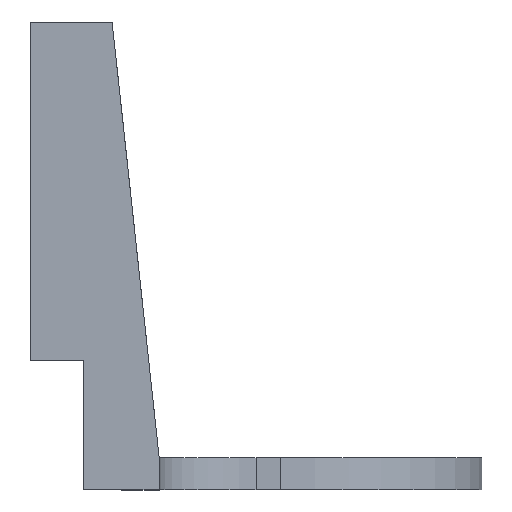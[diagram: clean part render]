
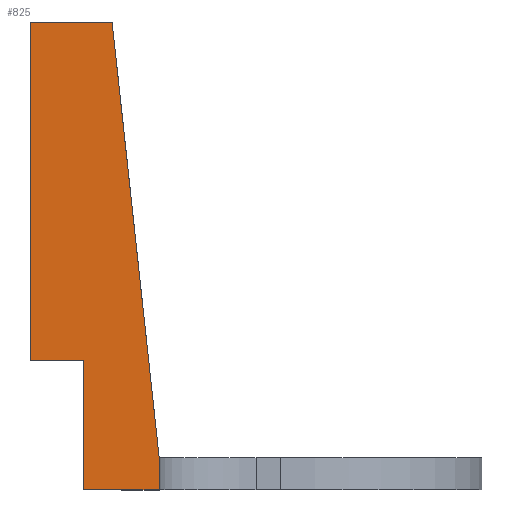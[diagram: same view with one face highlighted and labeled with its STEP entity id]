
A CAD part, left-side view. The second image highlights one B-rep face of the part: STEP entity #825.
In plain terms, the highlighted planar face has unit normal (-1, 0, 0).
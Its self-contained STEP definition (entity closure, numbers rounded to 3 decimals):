
#47=FACE_OUTER_BOUND('',#86,.T.);
#86=EDGE_LOOP('',(#560,#561,#562,#563,#564,#565,#566));
#174=LINE('',#1221,#259);
#186=LINE('',#1250,#271);
#187=LINE('',#1251,#272);
#188=LINE('',#1253,#273);
#189=LINE('',#1255,#274);
#190=LINE('',#1257,#275);
#191=LINE('',#1258,#276);
#259=VECTOR('',#976,21.);
#271=VECTOR('',#996,27.157);
#272=VECTOR('',#997,5.084);
#273=VECTOR('',#998,3.3);
#274=VECTOR('',#999,8.);
#275=VECTOR('',#1000,4.7);
#276=VECTOR('',#1001,2.);
#348=VERTEX_POINT('',#1218);
#349=VERTEX_POINT('',#1220);
#361=VERTEX_POINT('',#1248);
#362=VERTEX_POINT('',#1249);
#363=VERTEX_POINT('',#1252);
#364=VERTEX_POINT('',#1254);
#365=VERTEX_POINT('',#1256);
#428=EDGE_CURVE('',#349,#348,#174,.T.);
#441=EDGE_CURVE('',#361,#362,#186,.T.);
#442=EDGE_CURVE('',#349,#362,#187,.T.);
#443=EDGE_CURVE('',#363,#348,#188,.T.);
#444=EDGE_CURVE('',#363,#364,#189,.T.);
#445=EDGE_CURVE('',#365,#364,#190,.T.);
#446=EDGE_CURVE('',#361,#365,#191,.T.);
#560=ORIENTED_EDGE('',*,*,#441,.T.);
#561=ORIENTED_EDGE('',*,*,#442,.F.);
#562=ORIENTED_EDGE('',*,*,#428,.T.);
#563=ORIENTED_EDGE('',*,*,#443,.F.);
#564=ORIENTED_EDGE('',*,*,#444,.T.);
#565=ORIENTED_EDGE('',*,*,#445,.F.);
#566=ORIENTED_EDGE('',*,*,#446,.F.);
#772=PLANE('',#883);
#825=ADVANCED_FACE('',(#47),#772,.F.);
#883=AXIS2_PLACEMENT_3D('',#1247,#994,#995);
#976=DIRECTION('',(0.,0.,-1.));
#994=DIRECTION('center_axis',(1.,0.,0.));
#995=DIRECTION('ref_axis',(0.,0.,-1.));
#996=DIRECTION('',(0.,0.107,0.994));
#997=DIRECTION('',(0.,-1.,0.));
#998=DIRECTION('',(0.,1.,0.));
#999=DIRECTION('',(0.,0.,-1.));
#1000=DIRECTION('',(0.,1.,0.));
#1001=DIRECTION('',(0.,0.,-1.));
#1218=CARTESIAN_POINT('',(-27.5,0.,8.));
#1220=CARTESIAN_POINT('',(-27.5,0.,29.));
#1221=CARTESIAN_POINT('',(-27.5,0.,29.));
#1247=CARTESIAN_POINT('Origin',(-27.5,-5.,13.5));
#1248=CARTESIAN_POINT('',(-27.5,-8.,2.));
#1249=CARTESIAN_POINT('',(-27.5,-5.084,29.));
#1250=CARTESIAN_POINT('',(-27.5,-8.,2.));
#1251=CARTESIAN_POINT('',(-27.5,0.,29.));
#1252=CARTESIAN_POINT('',(-27.5,-3.3,8.));
#1253=CARTESIAN_POINT('',(-27.5,-3.3,8.));
#1254=CARTESIAN_POINT('',(-27.5,-3.3,0.));
#1255=CARTESIAN_POINT('',(-27.5,-3.3,8.));
#1256=CARTESIAN_POINT('',(-27.5,-8.,0.));
#1257=CARTESIAN_POINT('',(-27.5,-8.,0.));
#1258=CARTESIAN_POINT('',(-27.5,-8.,2.));
